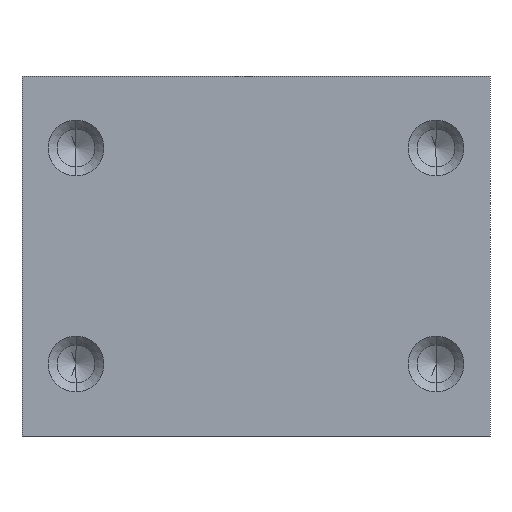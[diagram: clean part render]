
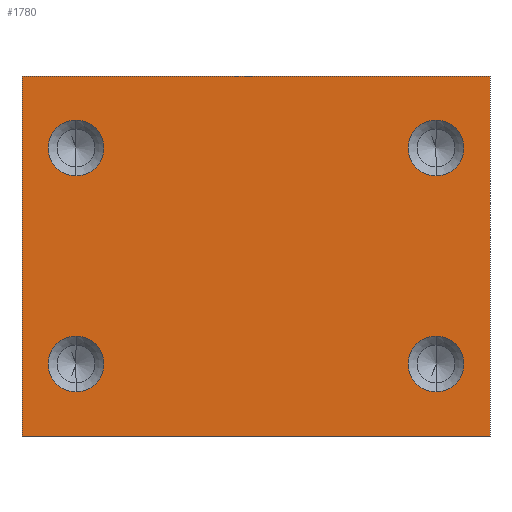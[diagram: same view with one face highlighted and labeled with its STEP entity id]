
A CAD part, front view. The second image highlights one B-rep face of the part: STEP entity #1780.
In plain terms, the highlighted planar face has unit normal (0, -1, 0).
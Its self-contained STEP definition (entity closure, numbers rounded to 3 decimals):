
#47 = DIRECTION ( 'NONE',  ( 0., 1., 0. ) ) ;
#72 = DIRECTION ( 'NONE',  ( 1., 0., 0. ) ) ;
#96 = CARTESIAN_POINT ( 'NONE',  ( 0., 0., -40. ) ) ;
#98 = DIRECTION ( 'NONE',  ( 0., 1., 0. ) ) ;
#114 = CARTESIAN_POINT ( 'NONE',  ( 20., 0., -8. ) ) ;
#124 = CIRCLE ( 'NONE', #1600, 3.1 ) ;
#163 = VERTEX_POINT ( 'NONE', #1447 ) ;
#175 = ORIENTED_EDGE ( 'NONE', *, *, #1528, .T. ) ;
#187 = AXIS2_PLACEMENT_3D ( 'NONE', #1934, #997, #72 ) ;
#217 = CARTESIAN_POINT ( 'NONE',  ( 26., 0., 0. ) ) ;
#240 = CARTESIAN_POINT ( 'NONE',  ( 20., 0., -8. ) ) ;
#261 = DIRECTION ( 'NONE',  ( 0., 0., 1. ) ) ;
#263 = DIRECTION ( 'NONE',  ( 1., 0., 0. ) ) ;
#266 = FACE_BOUND ( 'NONE', #686, .T. ) ;
#308 = FACE_BOUND ( 'NONE', #1287, .T. ) ;
#344 = EDGE_LOOP ( 'NONE', ( #1001, #452 ) ) ;
#385 = LINE ( 'NONE', #1212, #1584 ) ;
#396 = CARTESIAN_POINT ( 'NONE',  ( -20., 0., -35.1 ) ) ;
#399 = DIRECTION ( 'NONE',  ( 1., 0., 0. ) ) ;
#416 = EDGE_LOOP ( 'NONE', ( #1429, #1734, #1442, #1402 ) ) ;
#425 = ORIENTED_EDGE ( 'NONE', *, *, #1435, .T. ) ;
#441 = CIRCLE ( 'NONE', #1803, 3.1 ) ;
#444 = CIRCLE ( 'NONE', #1008, 3.1 ) ;
#452 = ORIENTED_EDGE ( 'NONE', *, *, #569, .T. ) ;
#464 = CARTESIAN_POINT ( 'NONE',  ( -20., 0., -8. ) ) ;
#502 = ORIENTED_EDGE ( 'NONE', *, *, #826, .T. ) ;
#538 = CARTESIAN_POINT ( 'NONE',  ( -20., 0., -8. ) ) ;
#569 = EDGE_CURVE ( 'NONE', #1364, #761, #680, .T. ) ;
#576 = CARTESIAN_POINT ( 'NONE',  ( 20., 0., -11.1 ) ) ;
#589 = EDGE_LOOP ( 'NONE', ( #1517, #425 ) ) ;
#611 = DIRECTION ( 'NONE',  ( 1., 0., 0. ) ) ;
#636 = ORIENTED_EDGE ( 'NONE', *, *, #1857, .T. ) ;
#637 = EDGE_CURVE ( 'NONE', #761, #1364, #1400, .T. ) ;
#652 = VERTEX_POINT ( 'NONE', #1476 ) ;
#675 = VECTOR ( 'NONE', #1343, 1000. ) ;
#680 = CIRCLE ( 'NONE', #1286, 3.1 ) ;
#682 = DIRECTION ( 'NONE',  ( 1., 0., 0. ) ) ;
#686 = EDGE_LOOP ( 'NONE', ( #735, #175 ) ) ;
#689 = DIRECTION ( 'NONE',  ( 1., 0., 0. ) ) ;
#735 = ORIENTED_EDGE ( 'NONE', *, *, #1912, .T. ) ;
#761 = VERTEX_POINT ( 'NONE', #396 ) ;
#765 = EDGE_CURVE ( 'NONE', #910, #1420, #775, .T. ) ;
#775 = LINE ( 'NONE', #96, #1685 ) ;
#796 = VERTEX_POINT ( 'NONE', #1664 ) ;
#826 = EDGE_CURVE ( 'NONE', #1047, #1418, #1266, .T. ) ;
#827 = CARTESIAN_POINT ( 'NONE',  ( -20., 0., -28.9 ) ) ;
#885 = CARTESIAN_POINT ( 'NONE',  ( 20., 0., -32. ) ) ;
#893 = EDGE_CURVE ( 'NONE', #1341, #1753, #1483, .T. ) ;
#910 = VERTEX_POINT ( 'NONE', #1945 ) ;
#924 = EDGE_CURVE ( 'NONE', #910, #1341, #1936, .T. ) ;
#933 = CIRCLE ( 'NONE', #1711, 3.1 ) ;
#971 = CARTESIAN_POINT ( 'NONE',  ( -20., 0., -32. ) ) ;
#997 = DIRECTION ( 'NONE',  ( 0., 1., 0. ) ) ;
#1000 = CARTESIAN_POINT ( 'NONE',  ( 26., 0., -40. ) ) ;
#1001 = ORIENTED_EDGE ( 'NONE', *, *, #637, .T. ) ;
#1002 = PLANE ( 'NONE',  #1294 ) ;
#1008 = AXIS2_PLACEMENT_3D ( 'NONE', #538, #1641, #689 ) ;
#1011 = DIRECTION ( 'NONE',  ( 1., 0., 0. ) ) ;
#1027 = CARTESIAN_POINT ( 'NONE',  ( 20., 0., -32. ) ) ;
#1039 = DIRECTION ( 'NONE',  ( 1., 0., 0. ) ) ;
#1047 = VERTEX_POINT ( 'NONE', #576 ) ;
#1096 = FACE_BOUND ( 'NONE', #344, .T. ) ;
#1100 = VECTOR ( 'NONE', #682, 1000. ) ;
#1131 = DIRECTION ( 'NONE',  ( 1., 0., 0. ) ) ;
#1150 = EDGE_CURVE ( 'NONE', #652, #163, #933, .T. ) ;
#1187 = CARTESIAN_POINT ( 'NONE',  ( -26., 0., -40. ) ) ;
#1196 = DIRECTION ( 'NONE',  ( 1., 0., 0. ) ) ;
#1197 = DIRECTION ( 'NONE',  ( 1., 0., 0. ) ) ;
#1212 = CARTESIAN_POINT ( 'NONE',  ( 26., 0., -40. ) ) ;
#1214 = DIRECTION ( 'NONE',  ( 0., 1., 0. ) ) ;
#1215 = VERTEX_POINT ( 'NONE', #1409 ) ;
#1266 = CIRCLE ( 'NONE', #1352, 3.1 ) ;
#1286 = AXIS2_PLACEMENT_3D ( 'NONE', #971, #47, #1131 ) ;
#1287 = EDGE_LOOP ( 'NONE', ( #502, #636 ) ) ;
#1294 = AXIS2_PLACEMENT_3D ( 'NONE', #1487, #1944, #1011 ) ;
#1341 = VERTEX_POINT ( 'NONE', #1921 ) ;
#1343 = DIRECTION ( 'NONE',  ( 0., 0., 1. ) ) ;
#1347 = DIRECTION ( 'NONE',  ( 0., 1., 0. ) ) ;
#1352 = AXIS2_PLACEMENT_3D ( 'NONE', #114, #1214, #263 ) ;
#1364 = VERTEX_POINT ( 'NONE', #827 ) ;
#1400 = CIRCLE ( 'NONE', #187, 3.1 ) ;
#1402 = ORIENTED_EDGE ( 'NONE', *, *, #1939, .T. ) ;
#1409 = CARTESIAN_POINT ( 'NONE',  ( 20., 0., -28.9 ) ) ;
#1418 = VERTEX_POINT ( 'NONE', #1478 ) ;
#1420 = VERTEX_POINT ( 'NONE', #1000 ) ;
#1429 = ORIENTED_EDGE ( 'NONE', *, *, #893, .F. ) ;
#1435 = EDGE_CURVE ( 'NONE', #163, #652, #444, .T. ) ;
#1442 = ORIENTED_EDGE ( 'NONE', *, *, #765, .T. ) ;
#1447 = CARTESIAN_POINT ( 'NONE',  ( -20., 0., -4.9 ) ) ;
#1476 = CARTESIAN_POINT ( 'NONE',  ( -20., 0., -11.1 ) ) ;
#1478 = CARTESIAN_POINT ( 'NONE',  ( 20., 0., -4.9 ) ) ;
#1483 = LINE ( 'NONE', #1779, #1100 ) ;
#1487 = CARTESIAN_POINT ( 'NONE',  ( 0., 0., -40. ) ) ;
#1517 = ORIENTED_EDGE ( 'NONE', *, *, #1150, .T. ) ;
#1528 = EDGE_CURVE ( 'NONE', #1215, #796, #1547, .T. ) ;
#1547 = CIRCLE ( 'NONE', #1640, 3.1 ) ;
#1562 = DIRECTION ( 'NONE',  ( 0., 1., 0. ) ) ;
#1584 = VECTOR ( 'NONE', #261, 1000. ) ;
#1600 = AXIS2_PLACEMENT_3D ( 'NONE', #240, #1347, #399 ) ;
#1640 = AXIS2_PLACEMENT_3D ( 'NONE', #1027, #98, #1197 ) ;
#1641 = DIRECTION ( 'NONE',  ( 0., 1., 0. ) ) ;
#1664 = CARTESIAN_POINT ( 'NONE',  ( 20., 0., -35.1 ) ) ;
#1685 = VECTOR ( 'NONE', #1196, 1000. ) ;
#1711 = AXIS2_PLACEMENT_3D ( 'NONE', #464, #1562, #611 ) ;
#1734 = ORIENTED_EDGE ( 'NONE', *, *, #924, .F. ) ;
#1753 = VERTEX_POINT ( 'NONE', #217 ) ;
#1779 = CARTESIAN_POINT ( 'NONE',  ( 0., 0., 0. ) ) ;
#1780 = ADVANCED_FACE ( 'NONE', ( #266, #1096, #1930, #308, #1876 ), #1002, .T. ) ;
#1803 = AXIS2_PLACEMENT_3D ( 'NONE', #885, #1979, #1039 ) ;
#1857 = EDGE_CURVE ( 'NONE', #1418, #1047, #124, .T. ) ;
#1876 = FACE_OUTER_BOUND ( 'NONE', #416, .T. ) ;
#1912 = EDGE_CURVE ( 'NONE', #796, #1215, #441, .T. ) ;
#1921 = CARTESIAN_POINT ( 'NONE',  ( -26., 0., 0. ) ) ;
#1930 = FACE_BOUND ( 'NONE', #589, .T. ) ;
#1934 = CARTESIAN_POINT ( 'NONE',  ( -20., 0., -32. ) ) ;
#1936 = LINE ( 'NONE', #1187, #675 ) ;
#1939 = EDGE_CURVE ( 'NONE', #1420, #1753, #385, .T. ) ;
#1944 = DIRECTION ( 'NONE',  ( 0., -1., 0. ) ) ;
#1945 = CARTESIAN_POINT ( 'NONE',  ( -26., 0., -40. ) ) ;
#1979 = DIRECTION ( 'NONE',  ( 0., 1., 0. ) ) ;
